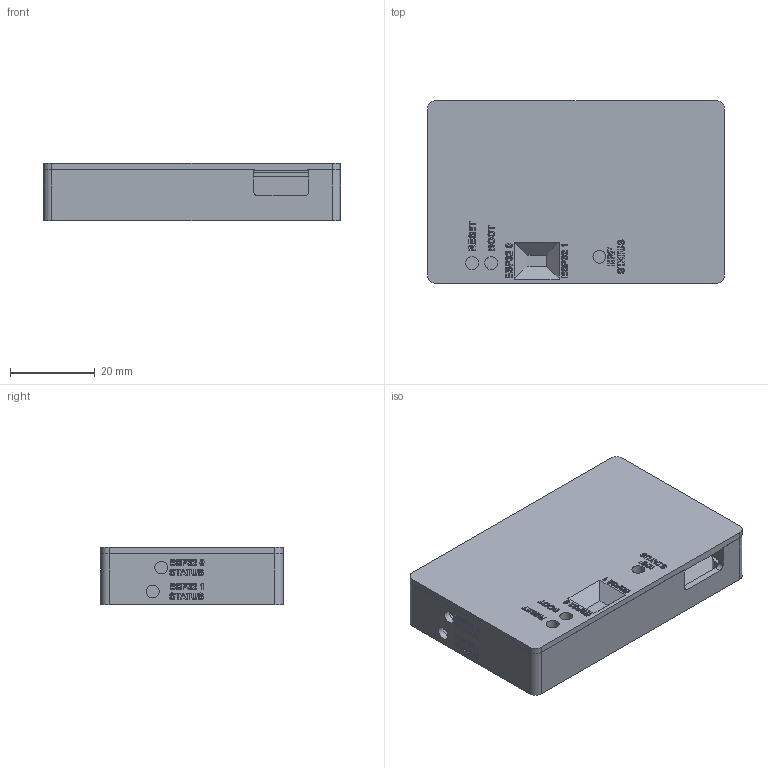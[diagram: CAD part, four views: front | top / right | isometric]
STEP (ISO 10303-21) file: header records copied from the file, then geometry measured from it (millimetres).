
FILE_DESCRIPTION(/* description */ (''),/* implementation_level */ '2;1');
FILE_NAME(/* name */ 'embedded_gw_enclosure v12.step',/* time_stamp */ '2022-06-08T11:56:21-04:00',/* author */ (''),/* organization */ (''),/* preprocessor_version */ 'ST-DEVELOPER v19',/* originating_system */ 'Autodesk Translation Framework v11.7.0.108',/* authorisation */ '');
FILE_SCHEMA (('AUTOMOTIVE_DESIGN { 1 0 10303 214 3 1 1 }'));
Length unit declared in the file: millimetre
Products named in the file (4): embedded_gw_enclosure; Enclosure; Case; Top
Assembly tree (3 placements, depth 3):
  embedded_gw_enclosure
    Enclosure
      Case
      Top
Bounding box: 70 x 43 x 13.5 mm (x, y, z)
Volume: 13429.1 mm3; surface area: 18382.5 mm2
Topology: 2 solids, 2 shells, 1230 faces, 3447 edges, 2298 vertices
Faces by surface type: bspline 708, plane 479, cylinder 43
Full cylindrical faces by diameter (mm): 1.6 x4, 2.2 x4, 3 x5, 4 x4
Entity records: 46060 total; most frequent: CARTESIAN_POINT 19018, ORIENTED_EDGE 6894, EDGE_CURVE 3447, DIRECTION 3175, VERTEX_POINT 2298, LINE 1945, VECTOR 1945, B_SPLINE_CURVE_WITH_KNOTS 1416
